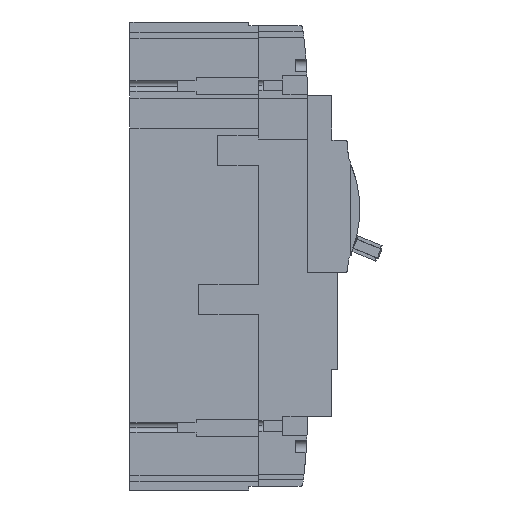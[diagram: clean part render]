
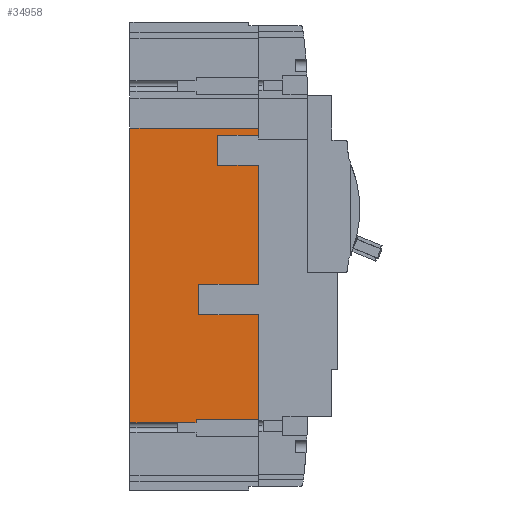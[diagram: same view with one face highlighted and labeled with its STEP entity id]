
A CAD part, left-side view. The second image highlights one B-rep face of the part: STEP entity #34958.
In plain terms, the highlighted planar face has unit normal (-1, 0, 0).
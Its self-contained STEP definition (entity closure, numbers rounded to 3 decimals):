
#13292=EDGE_CURVE('',#30130,#33492,#38041,.T.);
#13934=EDGE_CURVE('',#19978,#21688,#38736,.T.);
#14160=VERTEX_POINT('',#38984);
#14408=VERTEX_POINT('',#39258);
#14564=VERTEX_POINT('',#39425);
#14702=EDGE_CURVE('',#14160,#33492,#39570,.T.);
#15648=VERTEX_POINT('',#40600);
#16948=VERTEX_POINT('',#42036);
#19978=VERTEX_POINT('',#45324);
#20592=EDGE_CURVE('',#32200,#30588,#46005,.T.);
#21688=VERTEX_POINT('',#47221);
#22176=EDGE_CURVE('',#30946,#26368,#47748,.T.);
#22570=EDGE_CURVE('',#15648,#22732,#48185,.T.);
#22732=VERTEX_POINT('',#48364);
#22810=EDGE_CURVE('',#16948,#15648,#48451,.T.);
#23478=VERTEX_POINT('',#49186);
#24036=EDGE_CURVE('',#14408,#33922,#49789,.T.);
#26250=EDGE_CURVE('',#28502,#23478,#52176,.T.);
#26368=VERTEX_POINT('',#52304);
#26548=EDGE_CURVE('',#14564,#30946,#52499,.T.);
#27550=EDGE_CURVE('',#16948,#14408,#53596,.T.);
#28092=EDGE_CURVE('',#14160,#32206,#54203,.T.);
#28502=VERTEX_POINT('',#54659);
#28694=EDGE_CURVE('',#33200,#33922,#54874,.T.);
#30130=VERTEX_POINT('',#56446);
#30378=EDGE_CURVE('',#19978,#14564,#56714,.T.);
#30588=VERTEX_POINT('',#56952);
#30946=VERTEX_POINT('',#57345);
#31016=EDGE_CURVE('',#33020,#32200,#57423,.T.);
#31830=EDGE_CURVE('',#33020,#21688,#58327,.T.);
#32200=VERTEX_POINT('',#58731);
#32206=VERTEX_POINT('',#58738);
#33020=VERTEX_POINT('',#59645);
#33200=VERTEX_POINT('',#59846);
#33492=VERTEX_POINT('',#60161);
#33564=EDGE_CURVE('',#22732,#28502,#60238,.T.);
#33922=VERTEX_POINT('',#60640);
#34534=EDGE_CURVE('',#32206,#23478,#61310,.T.);
#34958=ADVANCED_FACE('',(#61770),#61771,.F.);
#35862=EDGE_CURVE('',#30588,#33200,#62752,.T.);
#36238=EDGE_CURVE('',#26368,#30130,#63187,.T.);
#38041=LINE('',#65556,#65557);
#38736=LINE('',#66548,#66549);
#38984=CARTESIAN_POINT('',(-114.95,-68.0,-31.008));
#39258=CARTESIAN_POINT('',(-114.95,-46.5,47.992));
#39425=CARTESIAN_POINT('',(-114.95,-25.0,-88.254));
#39570=LINE('',#67751,#67752);
#40600=CARTESIAN_POINT('',(-114.95,-68.0,-15.));
#42036=CARTESIAN_POINT('',(-114.95,-68.0,47.992));
#45324=CARTESIAN_POINT('',(-114.95,0.,-88.254));
#46005=LINE('',#76977,#76978);
#47221=CARTESIAN_POINT('',(-114.95,0.0,67.821));
#47748=LINE('',#79532,#79533);
#48185=LINE('',#80128,#80129);
#48364=CARTESIAN_POINT('',(-114.95,-36.5,-15.));
#48451=LINE('',#80491,#80492);
#49186=CARTESIAN_POINT('',(-114.95,-36.5,-31.));
#49789=LINE('',#82503,#82504);
#52176=LINE('',#86100,#86101);
#52304=CARTESIAN_POINT('',(-114.95,-35.0,-88.253));
#52499=LINE('',#86570,#86571);
#53596=LINE('',#88213,#88214);
#54203=LINE('',#89060,#89061);
#54659=CARTESIAN_POINT('',(-114.95,-36.5,-31.));
#54874=LINE('',#89996,#89997);
#56446=CARTESIAN_POINT('',(-114.95,-35.0,-86.503));
#56714=LINE('',#92651,#92652);
#56952=CARTESIAN_POINT('',(-114.95,-46.5,64.));
#57345=CARTESIAN_POINT('',(-114.95,-25.0,-88.253));
#57423=LINE('',#93651,#93652);
#58327=LINE('',#94930,#94931);
#58731=CARTESIAN_POINT('',(-114.95,-68.0,64.));
#58738=CARTESIAN_POINT('',(-114.95,-36.5,-31.008));
#59645=CARTESIAN_POINT('',(-114.95,-68.0,67.821));
#59846=CARTESIAN_POINT('',(-114.95,-46.5,48.));
#60161=CARTESIAN_POINT('',(-114.95,-68.0,-86.503));
#60238=LINE('',#97751,#97752);
#60640=CARTESIAN_POINT('',(-114.95,-46.5,48.));
#61310=LINE('',#99262,#99263);
#61770=FACE_OUTER_BOUND('',#99915,.T.);
#61771=PLANE('',#99916);
#62752=LINE('',#101334,#101335);
#63187=LINE('',#101954,#101955);
#65556=CARTESIAN_POINT('',(-114.95,-51.893,-86.503));
#65557=VECTOR('',#104405,1.0);
#66548=CARTESIAN_POINT('',(-114.95,0.0,-124.));
#66549=VECTOR('',#105072,1.0);
#67751=CARTESIAN_POINT('',(-114.95,-68.0,-31.));
#67752=VECTOR('',#105907,1.0);
#76977=CARTESIAN_POINT('',(-114.95,-68.0,64.));
#76978=VECTOR('',#112537,1.0);
#79532=CARTESIAN_POINT('',(-114.95,-35.368,-88.253));
#79533=VECTOR('',#114552,1.0);
#80128=CARTESIAN_POINT('',(-114.95,-68.0,-15.));
#80129=VECTOR('',#115058,1.0);
#80491=CARTESIAN_POINT('',(-114.95,-68.0,48.));
#80492=VECTOR('',#115344,1.0);
#82503=CARTESIAN_POINT('',(-114.95,-46.5,24.646));
#82504=VECTOR('',#116687,1.0);
#86100=CARTESIAN_POINT('',(-114.95,-36.5,-31.));
#86101=VECTOR('',#118930,1.0);
#86570=CARTESIAN_POINT('',(-114.95,-25.0,-44.852));
#86571=VECTOR('',#119232,1.0);
#88213=CARTESIAN_POINT('',(-114.95,-51.868,47.992));
#88214=VECTOR('',#120326,1.0);
#89060=CARTESIAN_POINT('',(-114.95,-51.868,-31.008));
#89061=VECTOR('',#121040,1.0);
#89996=CARTESIAN_POINT('',(-114.95,-46.5,48.));
#89997=VECTOR('',#121892,1.0);
#92651=CARTESIAN_POINT('',(-114.95,-12.5,-88.254));
#92652=VECTOR('',#123717,1.0);
#93651=CARTESIAN_POINT('',(-114.95,-68.0,121.901));
#93652=VECTOR('',#124546,1.0);
#94930=CARTESIAN_POINT('',(-114.95,-14.345,67.821));
#94931=VECTOR('',#125537,1.0);
#97751=CARTESIAN_POINT('',(-114.95,-36.5,-15.));
#97752=VECTOR('',#127647,1.0);
#99262=CARTESIAN_POINT('',(-114.95,-36.5,-14.854));
#99263=VECTOR('',#128808,1.0);
#99915=EDGE_LOOP('',(#129256,#129257,#129258,#129259,#129260,#129261,#129262,#129263,#129264,#129265,#129266,#129267,#129268,#129269,#129270,#129271,#129272,#129273,#129274,#129275));
#99916=AXIS2_PLACEMENT_3D('',#129276,#129277,#129278);
#101334=CARTESIAN_POINT('',(-114.95,-46.5,64.));
#101335=VECTOR('',#130257,1.0);
#101954=CARTESIAN_POINT('',(-114.95,-35.0,-44.852));
#101955=VECTOR('',#130987,1.0);
#104405=DIRECTION('',(0.0,-1.0,0.0));
#105072=DIRECTION('',(0.0,0.0,1.0));
#105907=DIRECTION('',(0.0,0.0,-1.0));
#112537=DIRECTION('',(0.0,1.0,0.0));
#114552=DIRECTION('',(0.0,-1.0,0.0));
#115058=DIRECTION('',(0.0,1.0,0.0));
#115344=DIRECTION('',(0.0,0.0,-1.0));
#116687=DIRECTION('',(-0.0,0.,1.0));
#118930=DIRECTION('',(0.0,-1.0,0.0));
#119232=DIRECTION('',(0.0,0.0,1.0));
#120326=DIRECTION('',(0.0,1.0,0.0));
#121040=DIRECTION('',(0.0,1.0,0.0));
#121892=DIRECTION('',(0.0,-1.0,0.0));
#123717=DIRECTION('',(-0.0,-1.0,-0.0));
#124546=DIRECTION('',(0.0,0.0,-1.0));
#125537=DIRECTION('',(-0.0,1.0,0.0));
#127647=DIRECTION('',(0.0,0.0,-1.0));
#128808=DIRECTION('',(0.0,0.0,1.0));
#129256=ORIENTED_EDGE('',*,*,#34534,.T.);
#129257=ORIENTED_EDGE('',*,*,#26250,.F.);
#129258=ORIENTED_EDGE('',*,*,#33564,.F.);
#129259=ORIENTED_EDGE('',*,*,#22570,.F.);
#129260=ORIENTED_EDGE('',*,*,#22810,.F.);
#129261=ORIENTED_EDGE('',*,*,#27550,.T.);
#129262=ORIENTED_EDGE('',*,*,#24036,.T.);
#129263=ORIENTED_EDGE('',*,*,#28694,.F.);
#129264=ORIENTED_EDGE('',*,*,#35862,.F.);
#129265=ORIENTED_EDGE('',*,*,#20592,.F.);
#129266=ORIENTED_EDGE('',*,*,#31016,.F.);
#129267=ORIENTED_EDGE('',*,*,#31830,.T.);
#129268=ORIENTED_EDGE('',*,*,#13934,.F.);
#129269=ORIENTED_EDGE('',*,*,#30378,.T.);
#129270=ORIENTED_EDGE('',*,*,#26548,.T.);
#129271=ORIENTED_EDGE('',*,*,#22176,.T.);
#129272=ORIENTED_EDGE('',*,*,#36238,.T.);
#129273=ORIENTED_EDGE('',*,*,#13292,.T.);
#129274=ORIENTED_EDGE('',*,*,#14702,.F.);
#129275=ORIENTED_EDGE('',*,*,#28092,.T.);
#129276=CARTESIAN_POINT('',(-114.95,-35.735,1.299));
#129277=DIRECTION('',(1.0,0.0,0.0));
#129278=DIRECTION('',(0.0,1.0,0.0));
#130257=DIRECTION('',(0.0,0.0,-1.0));
#130987=DIRECTION('',(0.0,0.0,1.0));
